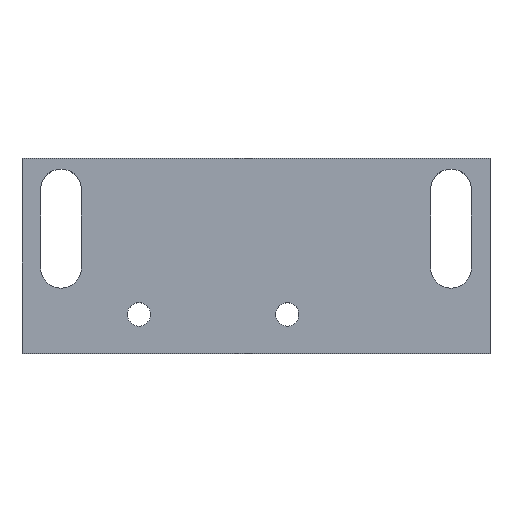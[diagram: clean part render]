
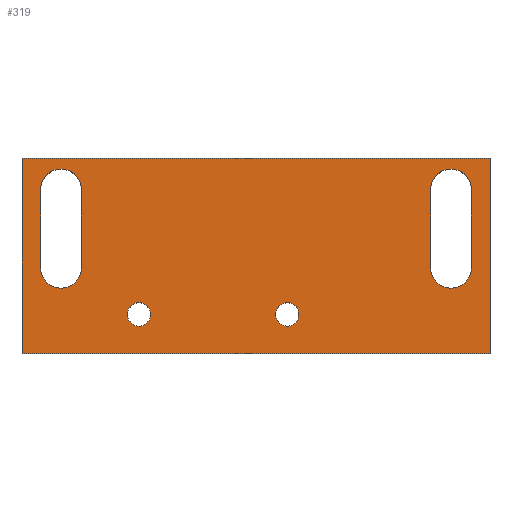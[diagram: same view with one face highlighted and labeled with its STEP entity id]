
A CAD part, top view. The second image highlights one B-rep face of the part: STEP entity #319.
In plain terms, the highlighted planar face has unit normal (0, 0, 1).
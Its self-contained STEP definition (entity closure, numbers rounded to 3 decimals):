
#15=FACE_BOUND('',#72,.T.);
#16=FACE_BOUND('',#73,.T.);
#17=FACE_BOUND('',#74,.T.);
#18=FACE_BOUND('',#75,.T.);
#24=CIRCLE('',#338,2.625);
#26=CIRCLE('',#342,2.625);
#27=CIRCLE('',#344,1.5);
#30=CIRCLE('',#349,2.625);
#32=CIRCLE('',#353,2.625);
#33=CIRCLE('',#355,1.5);
#55=FACE_OUTER_BOUND('',#71,.T.);
#71=EDGE_LOOP('',(#267,#268,#269,#270));
#72=EDGE_LOOP('',(#271));
#73=EDGE_LOOP('',(#272,#273,#274,#275));
#74=EDGE_LOOP('',(#276));
#75=EDGE_LOOP('',(#277,#278,#279,#280));
#83=LINE('',#459,#113);
#87=LINE('',#471,#117);
#92=LINE('',#489,#122);
#96=LINE('',#501,#126);
#101=LINE('',#519,#131);
#104=LINE('',#525,#134);
#107=LINE('',#531,#137);
#110=LINE('',#535,#140);
#113=VECTOR('',#369,10.);
#117=VECTOR('',#381,10.);
#122=VECTOR('',#400,10.);
#126=VECTOR('',#412,10.);
#131=VECTOR('',#431,10.);
#134=VECTOR('',#436,10.);
#137=VECTOR('',#441,10.);
#140=VECTOR('',#446,10.);
#143=VERTEX_POINT('',#456);
#144=VERTEX_POINT('',#458);
#146=VERTEX_POINT('',#464);
#148=VERTEX_POINT('',#470);
#149=VERTEX_POINT('',#477);
#153=VERTEX_POINT('',#486);
#154=VERTEX_POINT('',#488);
#156=VERTEX_POINT('',#494);
#158=VERTEX_POINT('',#500);
#159=VERTEX_POINT('',#507);
#163=VERTEX_POINT('',#516);
#164=VERTEX_POINT('',#518);
#166=VERTEX_POINT('',#524);
#168=VERTEX_POINT('',#530);
#171=EDGE_CURVE('',#144,#143,#83,.T.);
#174=EDGE_CURVE('',#146,#144,#24,.T.);
#177=EDGE_CURVE('',#148,#146,#87,.T.);
#180=EDGE_CURVE('',#143,#148,#26,.T.);
#181=EDGE_CURVE('',#149,#149,#27,.T.);
#186=EDGE_CURVE('',#154,#153,#92,.T.);
#189=EDGE_CURVE('',#156,#154,#30,.T.);
#192=EDGE_CURVE('',#158,#156,#96,.T.);
#195=EDGE_CURVE('',#153,#158,#32,.T.);
#196=EDGE_CURVE('',#159,#159,#33,.T.);
#201=EDGE_CURVE('',#164,#163,#101,.T.);
#204=EDGE_CURVE('',#166,#164,#104,.T.);
#207=EDGE_CURVE('',#168,#166,#107,.T.);
#210=EDGE_CURVE('',#163,#168,#110,.T.);
#267=ORIENTED_EDGE('',*,*,#210,.T.);
#268=ORIENTED_EDGE('',*,*,#207,.T.);
#269=ORIENTED_EDGE('',*,*,#204,.T.);
#270=ORIENTED_EDGE('',*,*,#201,.T.);
#271=ORIENTED_EDGE('',*,*,#196,.T.);
#272=ORIENTED_EDGE('',*,*,#195,.T.);
#273=ORIENTED_EDGE('',*,*,#192,.T.);
#274=ORIENTED_EDGE('',*,*,#189,.T.);
#275=ORIENTED_EDGE('',*,*,#186,.T.);
#276=ORIENTED_EDGE('',*,*,#181,.T.);
#277=ORIENTED_EDGE('',*,*,#180,.T.);
#278=ORIENTED_EDGE('',*,*,#177,.T.);
#279=ORIENTED_EDGE('',*,*,#174,.T.);
#280=ORIENTED_EDGE('',*,*,#171,.T.);
#303=PLANE('',#361);
#319=ADVANCED_FACE('',(#55,#15,#16,#17,#18),#303,.T.);
#338=AXIS2_PLACEMENT_3D('',#465,#375,#376);
#342=AXIS2_PLACEMENT_3D('',#475,#387,#388);
#344=AXIS2_PLACEMENT_3D('',#478,#391,#392);
#349=AXIS2_PLACEMENT_3D('',#495,#406,#407);
#353=AXIS2_PLACEMENT_3D('',#505,#418,#419);
#355=AXIS2_PLACEMENT_3D('',#508,#422,#423);
#361=AXIS2_PLACEMENT_3D('',#536,#447,#448);
#369=DIRECTION('',(0.,1.,0.));
#375=DIRECTION('center_axis',(0.,0.,-1.));
#376=DIRECTION('ref_axis',(-1.,0.,0.));
#381=DIRECTION('',(0.,-1.,0.));
#387=DIRECTION('center_axis',(0.,0.,-1.));
#388=DIRECTION('ref_axis',(1.,0.,0.));
#391=DIRECTION('center_axis',(0.,0.,-1.));
#392=DIRECTION('ref_axis',(1.,0.,0.));
#400=DIRECTION('',(0.,-1.,0.));
#406=DIRECTION('center_axis',(0.,0.,-1.));
#407=DIRECTION('ref_axis',(1.,0.,0.));
#412=DIRECTION('',(0.,1.,0.));
#418=DIRECTION('center_axis',(0.,0.,-1.));
#419=DIRECTION('ref_axis',(-1.,0.,0.));
#422=DIRECTION('center_axis',(0.,0.,-1.));
#423=DIRECTION('ref_axis',(1.,0.,0.));
#431=DIRECTION('',(0.,1.,0.));
#436=DIRECTION('',(1.,0.,0.));
#441=DIRECTION('',(0.,-1.,0.));
#446=DIRECTION('',(-1.,0.,0.));
#447=DIRECTION('center_axis',(0.,0.,1.));
#448=DIRECTION('ref_axis',(1.,0.,0.));
#456=CARTESIAN_POINT('',(-27.625,8.5,5.));
#458=CARTESIAN_POINT('',(-27.625,-1.5,5.));
#459=CARTESIAN_POINT('',(-27.625,8.5,5.));
#464=CARTESIAN_POINT('',(-22.375,-1.5,5.));
#465=CARTESIAN_POINT('Origin',(-25.,-1.5,5.));
#470=CARTESIAN_POINT('',(-22.375,8.5,5.));
#471=CARTESIAN_POINT('',(-22.375,-1.5,5.));
#475=CARTESIAN_POINT('Origin',(-25.,8.5,5.));
#477=CARTESIAN_POINT('',(-16.5,-7.5,5.));
#478=CARTESIAN_POINT('Origin',(-15.,-7.5,5.));
#486=CARTESIAN_POINT('',(27.625,-1.5,5.));
#488=CARTESIAN_POINT('',(27.625,8.5,5.));
#489=CARTESIAN_POINT('',(27.625,-1.5,5.));
#494=CARTESIAN_POINT('',(22.375,8.5,5.));
#495=CARTESIAN_POINT('Origin',(25.,8.5,5.));
#500=CARTESIAN_POINT('',(22.375,-1.5,5.));
#501=CARTESIAN_POINT('',(22.375,8.5,5.));
#505=CARTESIAN_POINT('Origin',(25.,-1.5,5.));
#507=CARTESIAN_POINT('',(2.5,-7.5,5.));
#508=CARTESIAN_POINT('Origin',(4.,-7.5,5.));
#516=CARTESIAN_POINT('',(30.,12.5,5.));
#518=CARTESIAN_POINT('',(30.,-12.5,5.));
#519=CARTESIAN_POINT('',(30.,12.5,5.));
#524=CARTESIAN_POINT('',(-30.,-12.5,5.));
#525=CARTESIAN_POINT('',(30.,-12.5,5.));
#530=CARTESIAN_POINT('',(-30.,12.5,5.));
#531=CARTESIAN_POINT('',(-30.,-12.5,5.));
#535=CARTESIAN_POINT('',(-30.,12.5,5.));
#536=CARTESIAN_POINT('Origin',(0.,0.,5.));
